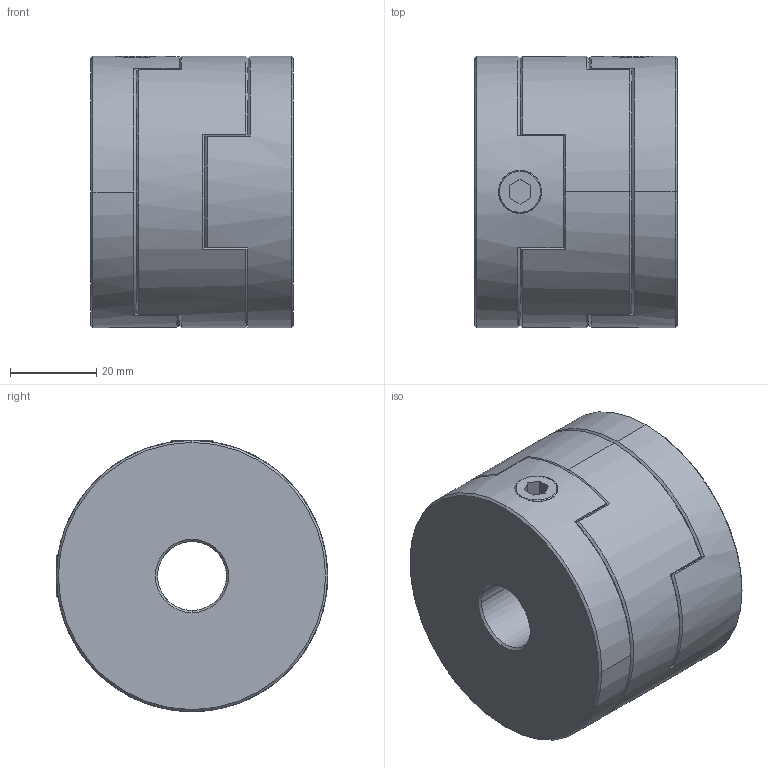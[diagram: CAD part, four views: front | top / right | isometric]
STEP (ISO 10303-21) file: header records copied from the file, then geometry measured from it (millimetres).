
FILE_DESCRIPTION (( 'STEP AP203' ), '1' );
FILE_NAME ('CL4-63.step', '2011-08-10T07:39:42', ( '' ), ( '' ), 'SwSTEP 2.0', 'SolidWorks 2010', '' );
FILE_SCHEMA (( 'CONFIG_CONTROL_DESIGN' ));
Length unit declared in the file: millimetre
Products named in the file (1): CL4-63
Bounding box: 47 x 63 x 63 mm (x, y, z)
Volume: 136636.1 mm3; surface area: 36510.7 mm2
Topology: 5 solids, 5 shells, 100 faces, 258 edges, 170 vertices
Faces by surface type: plane 48, cone 32, cylinder 20
Entity records: 3479 total; most frequent: CARTESIAN_POINT 957, ORIENTED_EDGE 516, DIRECTION 500, EDGE_CURVE 258, AXIS2_PLACEMENT_3D 193, VERTEX_POINT 170, LINE 114, VECTOR 114
